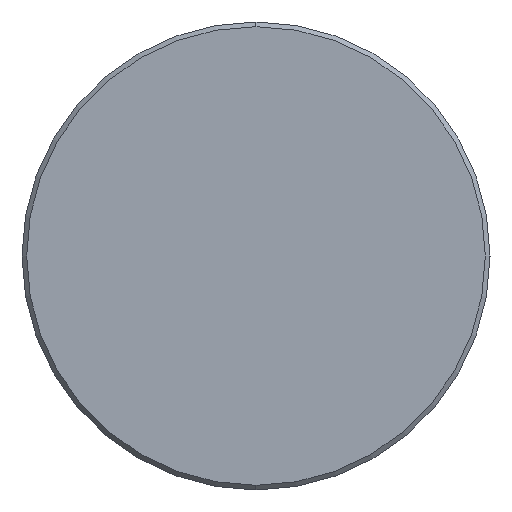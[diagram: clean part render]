
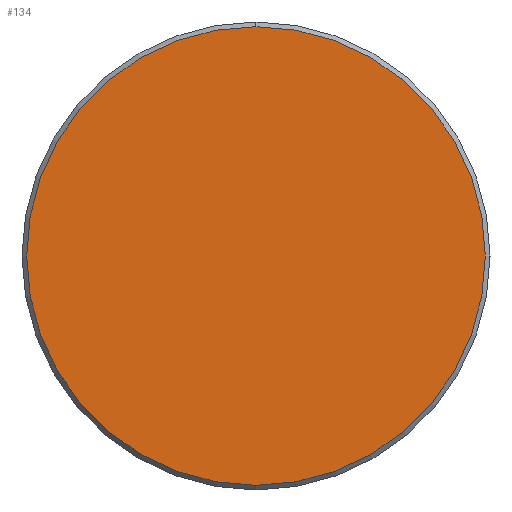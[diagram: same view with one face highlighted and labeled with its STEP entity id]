
A CAD part, left-side view. The second image highlights one B-rep face of the part: STEP entity #134.
In plain terms, the highlighted planar face has unit normal (-1, 0, 0).
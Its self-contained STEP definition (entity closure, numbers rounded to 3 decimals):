
#45 = EDGE_CURVE ( 'NONE', #440, #174, #253, .T. ) ;
#68 = FACE_OUTER_BOUND ( 'NONE', #347, .T. ) ;
#82 = CARTESIAN_POINT ( 'NONE',  ( 0., 0., 0. ) ) ;
#109 = AXIS2_PLACEMENT_3D ( 'NONE', #326, #359, #260 ) ;
#134 = ADVANCED_FACE ( 'NONE', ( #68 ), #427, .F. ) ;
#157 = DIRECTION ( 'NONE',  ( -1., 0., 0. ) ) ;
#174 = VERTEX_POINT ( 'NONE', #325 ) ;
#175 = DIRECTION ( 'NONE',  ( 1., 0., 0. ) ) ;
#230 = AXIS2_PLACEMENT_3D ( 'NONE', #233, #157, #304 ) ;
#233 = CARTESIAN_POINT ( 'NONE',  ( 0., 0., 0. ) ) ;
#245 = AXIS2_PLACEMENT_3D ( 'NONE', #82, #175, #351 ) ;
#250 = CARTESIAN_POINT ( 'NONE',  ( 0., 0., -14.7 ) ) ;
#253 = CIRCLE ( 'NONE', #109, 14.7 ) ;
#260 = DIRECTION ( 'NONE',  ( 0., 0., 1. ) ) ;
#304 = DIRECTION ( 'NONE',  ( 0., 0., 1. ) ) ;
#309 = ORIENTED_EDGE ( 'NONE', *, *, #45, .T. ) ;
#325 = CARTESIAN_POINT ( 'NONE',  ( 0., 0., 14.7 ) ) ;
#326 = CARTESIAN_POINT ( 'NONE',  ( 0., 0., 0. ) ) ;
#347 = EDGE_LOOP ( 'NONE', ( #309, #411 ) ) ;
#351 = DIRECTION ( 'NONE',  ( 0., 0., -1. ) ) ;
#359 = DIRECTION ( 'NONE',  ( -1., 0., 0. ) ) ;
#411 = ORIENTED_EDGE ( 'NONE', *, *, #482, .T. ) ;
#427 = PLANE ( 'NONE',  #245 ) ;
#440 = VERTEX_POINT ( 'NONE', #250 ) ;
#444 = CIRCLE ( 'NONE', #230, 14.7 ) ;
#482 = EDGE_CURVE ( 'NONE', #174, #440, #444, .T. ) ;
